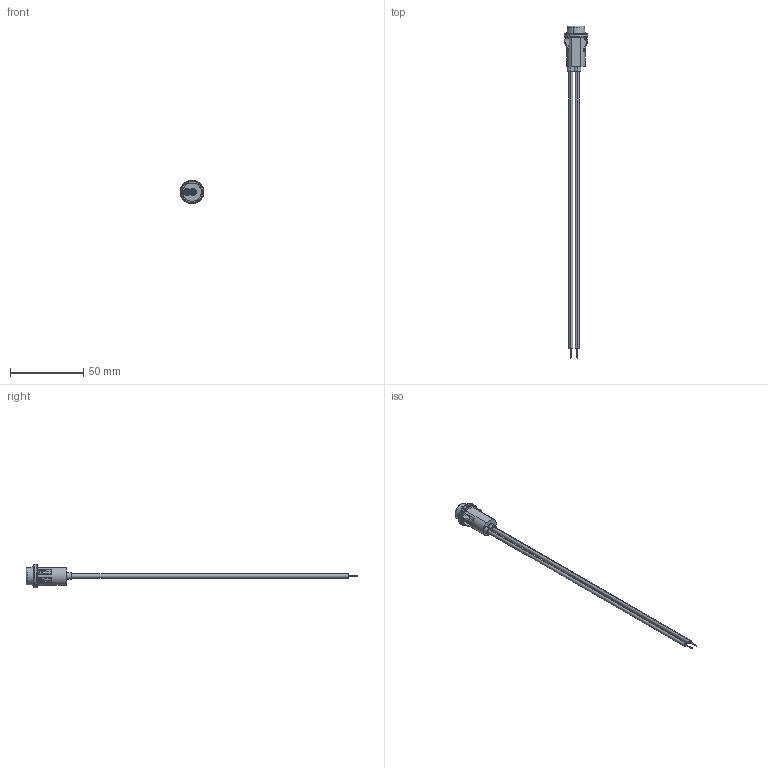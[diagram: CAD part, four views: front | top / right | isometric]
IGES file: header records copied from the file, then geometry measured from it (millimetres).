
Start section: SolidWorks IGES file using analytic representation for surfaces
Global section: file name: 1050C, 1051C, 1090C.IGS; native system: SolidWorks 2016; preprocessor: SolidWorks 2016; author: TStoltenburg; date: 170912.091505; units: inch
Bounding box: 16.28 x 226.57 x 15.98 mm (x, y, z)
Surface area: 7780.8 mm2 (no closed solid volume)
Topology: 0 solids, 0 shells, 326 faces, 3007 edges, 2995 vertices
Faces by surface type: revolution 172, bspline 154
